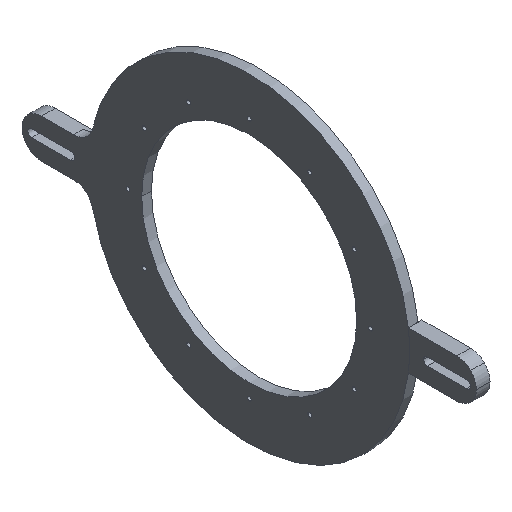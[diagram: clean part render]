
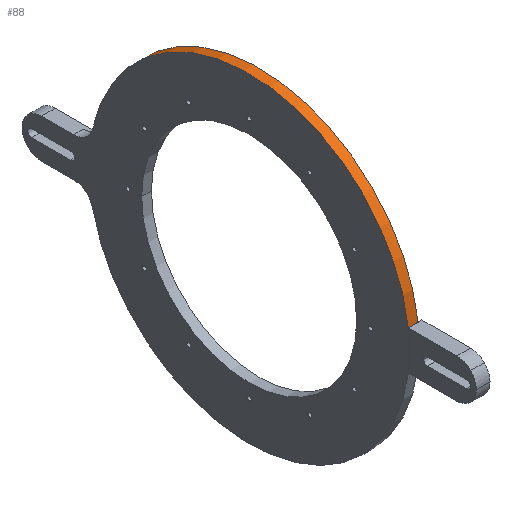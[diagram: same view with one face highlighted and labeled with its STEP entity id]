
A CAD part, isometric view. The second image highlights one B-rep face of the part: STEP entity #88.
In plain terms, the highlighted cylindrical face has radius 82 mm (diameter 164 mm), a partial arc.
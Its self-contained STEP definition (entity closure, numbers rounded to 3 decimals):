
#68 = CARTESIAN_POINT ( 'NONE',  ( -13.511, -81.388, 10. ) ) ;
#88 = ADVANCED_FACE ( 'NONE', ( #825 ), #1886, .T. ) ;
#123 = LINE ( 'NONE', #428, #432 ) ;
#137 = CARTESIAN_POINT ( 'NONE',  ( -15.011, 0., 0. ) ) ;
#188 = CARTESIAN_POINT ( 'NONE',  ( -10.011, -81.388, 10. ) ) ;
#196 = DIRECTION ( 'NONE',  ( 1., 0., 0. ) ) ;
#361 = EDGE_CURVE ( 'NONE', #1338, #550, #1603, .T. ) ;
#428 = CARTESIAN_POINT ( 'NONE',  ( -13.511, 80.039, 17.826 ) ) ;
#432 = VECTOR ( 'NONE', #1159, 1000. ) ;
#550 = VERTEX_POINT ( 'NONE', #188 ) ;
#574 = AXIS2_PLACEMENT_3D ( 'NONE', #1466, #966, #1322 ) ;
#699 = CARTESIAN_POINT ( 'NONE',  ( -10.011, 80.039, 17.826 ) ) ;
#825 = FACE_OUTER_BOUND ( 'NONE', #1710, .T. ) ;
#830 = DIRECTION ( 'NONE',  ( 0., 0., -1. ) ) ;
#837 = CARTESIAN_POINT ( 'NONE',  ( -13.511, 0., 0. ) ) ;
#855 = EDGE_CURVE ( 'NONE', #2016, #1590, #123, .T. ) ;
#966 = DIRECTION ( 'NONE',  ( 1., 0., 0. ) ) ;
#1109 = CIRCLE ( 'NONE', #1992, 82. ) ;
#1159 = DIRECTION ( 'NONE',  ( 1., 0., 0. ) ) ;
#1164 = CARTESIAN_POINT ( 'NONE',  ( -15.011, -81.388, 10. ) ) ;
#1211 = DIRECTION ( 'NONE',  ( 1., 0., 0. ) ) ;
#1241 = ORIENTED_EDGE ( 'NONE', *, *, #1841, .F. ) ;
#1322 = DIRECTION ( 'NONE',  ( 0., 0., -1. ) ) ;
#1338 = VERTEX_POINT ( 'NONE', #1164 ) ;
#1370 = ORIENTED_EDGE ( 'NONE', *, *, #1468, .T. ) ;
#1386 = ORIENTED_EDGE ( 'NONE', *, *, #855, .F. ) ;
#1466 = CARTESIAN_POINT ( 'NONE',  ( -10.011, 0., 0. ) ) ;
#1468 = EDGE_CURVE ( 'NONE', #2016, #1338, #1109, .T. ) ;
#1513 = AXIS2_PLACEMENT_3D ( 'NONE', #837, #1211, #1578 ) ;
#1578 = DIRECTION ( 'NONE',  ( 0., 1., 0. ) ) ;
#1585 = ORIENTED_EDGE ( 'NONE', *, *, #361, .T. ) ;
#1590 = VERTEX_POINT ( 'NONE', #699 ) ;
#1603 = LINE ( 'NONE', #68, #2155 ) ;
#1710 = EDGE_LOOP ( 'NONE', ( #1386, #1370, #1585, #1241 ) ) ;
#1841 = EDGE_CURVE ( 'NONE', #1590, #550, #1997, .T. ) ;
#1886 = CYLINDRICAL_SURFACE ( 'NONE', #1513, 82. ) ;
#1992 = AXIS2_PLACEMENT_3D ( 'NONE', #137, #2051, #830 ) ;
#1997 = CIRCLE ( 'NONE', #574, 82. ) ;
#2016 = VERTEX_POINT ( 'NONE', #2049 ) ;
#2049 = CARTESIAN_POINT ( 'NONE',  ( -15.011, 80.039, 17.826 ) ) ;
#2051 = DIRECTION ( 'NONE',  ( 1., 0., 0. ) ) ;
#2155 = VECTOR ( 'NONE', #196, 1000. ) ;
